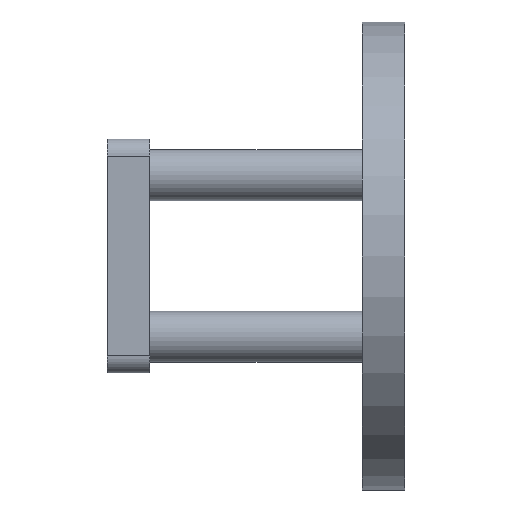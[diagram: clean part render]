
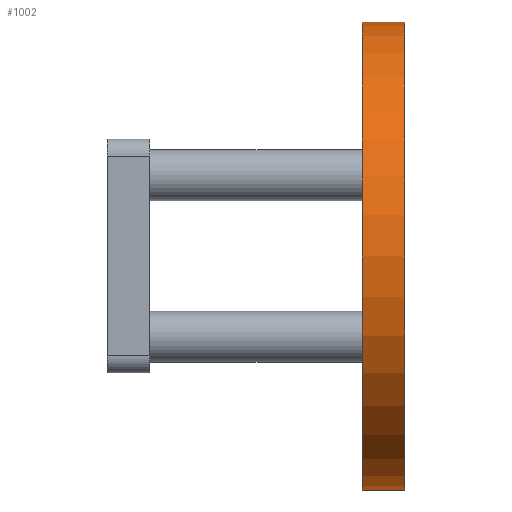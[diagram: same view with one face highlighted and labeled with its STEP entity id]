
A CAD part, left-side view. The second image highlights one B-rep face of the part: STEP entity #1002.
In plain terms, the highlighted cylindrical face has radius 55 mm (diameter 110 mm), a partial arc.
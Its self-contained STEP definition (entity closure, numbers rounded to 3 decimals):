
#146 = CARTESIAN_POINT ( 'NONE',  ( 0., 10., -55. ) ) ;
#164 = VERTEX_POINT ( 'NONE', #2590 ) ;
#177 = AXIS2_PLACEMENT_3D ( 'NONE', #516, #2868, #3465 ) ;
#460 = LINE ( 'NONE', #2857, #2104 ) ;
#474 = CARTESIAN_POINT ( 'NONE',  ( 0., 10., 55. ) ) ;
#516 = CARTESIAN_POINT ( 'NONE',  ( 0., 10., 0. ) ) ;
#538 = DIRECTION ( 'NONE',  ( 0., -1., 0. ) ) ;
#633 = EDGE_LOOP ( 'NONE', ( #2742, #1339, #3720, #2562 ) ) ;
#773 = EDGE_CURVE ( 'NONE', #2103, #2215, #2761, .T. ) ;
#792 = DIRECTION ( 'NONE',  ( 0., 1., 0. ) ) ;
#829 = LINE ( 'NONE', #3165, #2021 ) ;
#844 = DIRECTION ( 'NONE',  ( 0., 0., 1. ) ) ;
#1002 = ADVANCED_FACE ( 'NONE', ( #2280 ), #2296, .T. ) ;
#1107 = AXIS2_PLACEMENT_3D ( 'NONE', #1943, #792, #844 ) ;
#1234 = CARTESIAN_POINT ( 'NONE',  ( 0., 0., -55. ) ) ;
#1339 = ORIENTED_EDGE ( 'NONE', *, *, #773, .F. ) ;
#1499 = CARTESIAN_POINT ( 'NONE',  ( 0., 0., 0. ) ) ;
#1570 = VERTEX_POINT ( 'NONE', #1234 ) ;
#1943 = CARTESIAN_POINT ( 'NONE',  ( 0., 10., 0. ) ) ;
#2011 = EDGE_CURVE ( 'NONE', #2215, #164, #829, .T. ) ;
#2021 = VECTOR ( 'NONE', #538, 1000. ) ;
#2103 = VERTEX_POINT ( 'NONE', #146 ) ;
#2104 = VECTOR ( 'NONE', #3740, 1000. ) ;
#2168 = DIRECTION ( 'NONE',  ( 0., 0., 1. ) ) ;
#2215 = VERTEX_POINT ( 'NONE', #474 ) ;
#2280 = FACE_OUTER_BOUND ( 'NONE', #633, .T. ) ;
#2296 = CYLINDRICAL_SURFACE ( 'NONE', #177, 55. ) ;
#2562 = ORIENTED_EDGE ( 'NONE', *, *, #3002, .T. ) ;
#2590 = CARTESIAN_POINT ( 'NONE',  ( 0., 0., 55. ) ) ;
#2677 = DIRECTION ( 'NONE',  ( 0., 1., 0. ) ) ;
#2742 = ORIENTED_EDGE ( 'NONE', *, *, #2011, .F. ) ;
#2761 = CIRCLE ( 'NONE', #1107, 55. ) ;
#2853 = CIRCLE ( 'NONE', #2963, 55. ) ;
#2857 = CARTESIAN_POINT ( 'NONE',  ( 0., 10., -55. ) ) ;
#2868 = DIRECTION ( 'NONE',  ( 0., -1., 0. ) ) ;
#2963 = AXIS2_PLACEMENT_3D ( 'NONE', #1499, #2677, #2168 ) ;
#3002 = EDGE_CURVE ( 'NONE', #1570, #164, #2853, .T. ) ;
#3165 = CARTESIAN_POINT ( 'NONE',  ( 0., 10., 55. ) ) ;
#3465 = DIRECTION ( 'NONE',  ( 0., 0., -1. ) ) ;
#3696 = EDGE_CURVE ( 'NONE', #2103, #1570, #460, .T. ) ;
#3720 = ORIENTED_EDGE ( 'NONE', *, *, #3696, .T. ) ;
#3740 = DIRECTION ( 'NONE',  ( 0., -1., 0. ) ) ;
